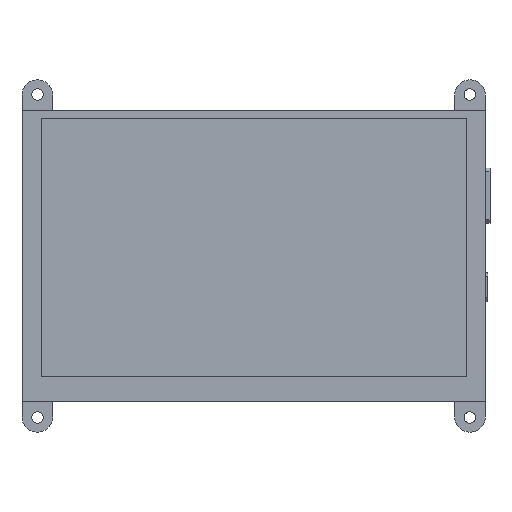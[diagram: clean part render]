
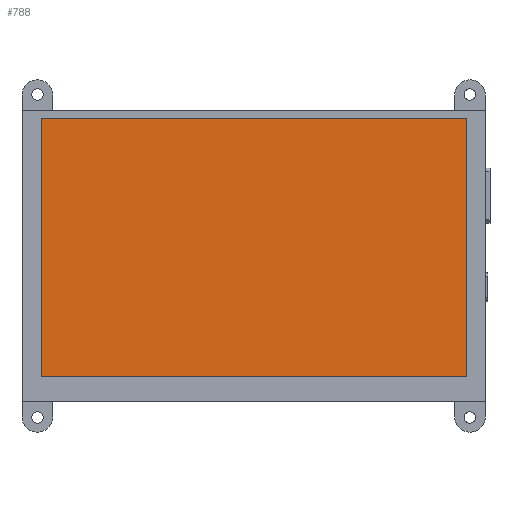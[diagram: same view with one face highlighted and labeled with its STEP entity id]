
A CAD part, top view. The second image highlights one B-rep face of the part: STEP entity #788.
In plain terms, the highlighted planar face has unit normal (0, 0, 1).
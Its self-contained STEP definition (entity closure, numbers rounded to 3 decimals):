
#56=FACE_OUTER_BOUND('',#109,.T.);
#109=EDGE_LOOP('',(#613,#614,#615,#616));
#169=LINE('',#1211,#261);
#170=LINE('',#1213,#262);
#171=LINE('',#1215,#263);
#172=LINE('',#1216,#264);
#261=VECTOR('',#997,10.);
#262=VECTOR('',#998,10.);
#263=VECTOR('',#999,10.);
#264=VECTOR('',#1000,10.);
#369=VERTEX_POINT('',#1209);
#370=VERTEX_POINT('',#1210);
#371=VERTEX_POINT('',#1212);
#372=VERTEX_POINT('',#1214);
#457=EDGE_CURVE('',#369,#370,#169,.T.);
#458=EDGE_CURVE('',#371,#369,#170,.T.);
#459=EDGE_CURVE('',#372,#371,#171,.T.);
#460=EDGE_CURVE('',#370,#372,#172,.T.);
#613=ORIENTED_EDGE('',*,*,#457,.F.);
#614=ORIENTED_EDGE('',*,*,#458,.F.);
#615=ORIENTED_EDGE('',*,*,#459,.F.);
#616=ORIENTED_EDGE('',*,*,#460,.F.);
#743=PLANE('',#866);
#788=ADVANCED_FACE('',(#56),#743,.T.);
#866=AXIS2_PLACEMENT_3D('',#1208,#995,#996);
#995=DIRECTION('center_axis',(0.,0.,1.));
#996=DIRECTION('ref_axis',(1.,0.,0.));
#997=DIRECTION('',(-1.,0.,0.));
#998=DIRECTION('',(0.,-1.,0.));
#999=DIRECTION('',(1.,0.,0.));
#1000=DIRECTION('',(0.,1.,0.));
#1208=CARTESIAN_POINT('Origin',(60.35,40.1,4.7));
#1209=CARTESIAN_POINT('',(115.7,6.4,4.7));
#1210=CARTESIAN_POINT('',(5.,6.4,4.7));
#1211=CARTESIAN_POINT('',(88.025,6.4,4.7));
#1212=CARTESIAN_POINT('',(115.7,73.8,4.7));
#1213=CARTESIAN_POINT('',(115.7,56.95,4.7));
#1214=CARTESIAN_POINT('',(5.,73.8,4.7));
#1215=CARTESIAN_POINT('',(32.675,73.8,4.7));
#1216=CARTESIAN_POINT('',(5.,23.25,4.7));
